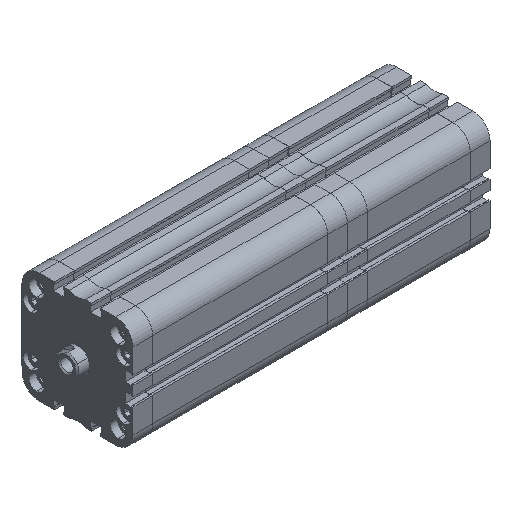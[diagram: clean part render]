
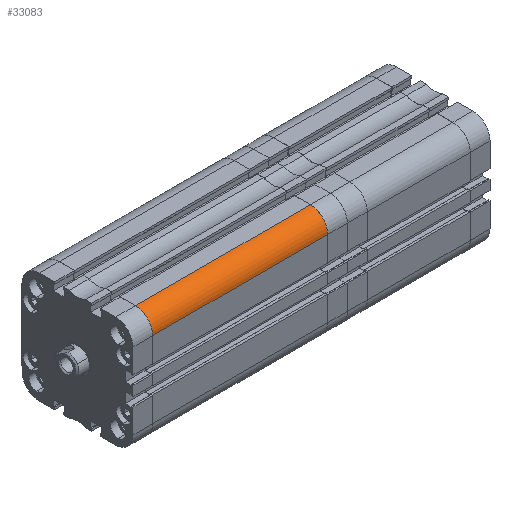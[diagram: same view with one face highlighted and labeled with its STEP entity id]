
A CAD part, isometric view. The second image highlights one B-rep face of the part: STEP entity #33083.
In plain terms, the highlighted cylindrical face has radius 12 mm (diameter 24 mm), a partial arc.
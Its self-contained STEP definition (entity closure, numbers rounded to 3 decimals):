
#1704 = VERTEX_POINT ( 'NONE', #34996 ) ;
#2376 = AXIS2_PLACEMENT_3D ( 'NONE', #40541, #12259, #6111 ) ;
#3056 = VECTOR ( 'NONE', #34484, 1000. ) ;
#3300 = CARTESIAN_POINT ( 'NONE',  ( 0., -38.5, 26.5 ) ) ;
#6111 = DIRECTION ( 'NONE',  ( 0., 0., -1. ) ) ;
#7214 = DIRECTION ( 'NONE',  ( -1., 0., 0. ) ) ;
#8889 = LINE ( 'NONE', #18201, #3056 ) ;
#9318 = FACE_OUTER_BOUND ( 'NONE', #38958, .T. ) ;
#9647 = CARTESIAN_POINT ( 'NONE',  ( 121.5, -26.5, 38.5 ) ) ;
#10894 = CIRCLE ( 'NONE', #2376, 12. ) ;
#10958 = CARTESIAN_POINT ( 'NONE',  ( 121.5, -26.5, 26.5 ) ) ;
#11935 = ORIENTED_EDGE ( 'NONE', *, *, #32779, .F. ) ;
#12259 = DIRECTION ( 'NONE',  ( -1., 0., 0. ) ) ;
#14677 = EDGE_CURVE ( 'NONE', #17948, #18121, #33800, .T. ) ;
#17948 = VERTEX_POINT ( 'NONE', #35742 ) ;
#18121 = VERTEX_POINT ( 'NONE', #9647 ) ;
#18201 = CARTESIAN_POINT ( 'NONE',  ( 121.5, -38.5, 26.5 ) ) ;
#20856 = DIRECTION ( 'NONE',  ( 0., 0., -1. ) ) ;
#20886 = AXIS2_PLACEMENT_3D ( 'NONE', #10958, #33065, #20856 ) ;
#21000 = CARTESIAN_POINT ( 'NONE',  ( 121.5, -26.5, 38.5 ) ) ;
#21910 = CARTESIAN_POINT ( 'NONE',  ( 121.5, -26.5, 26.5 ) ) ;
#22886 = CYLINDRICAL_SURFACE ( 'NONE', #30044, 12. ) ;
#23913 = EDGE_CURVE ( 'NONE', #1704, #37682, #8889, .T. ) ;
#30044 = AXIS2_PLACEMENT_3D ( 'NONE', #21910, #7214, #32378 ) ;
#30070 = ORIENTED_EDGE ( 'NONE', *, *, #14677, .F. ) ;
#31560 = ORIENTED_EDGE ( 'NONE', *, *, #35945, .F. ) ;
#32378 = DIRECTION ( 'NONE',  ( 0., 0., 1. ) ) ;
#32779 = EDGE_CURVE ( 'NONE', #37682, #17948, #10894, .T. ) ;
#33065 = DIRECTION ( 'NONE',  ( 1., 0., 0. ) ) ;
#33083 = ADVANCED_FACE ( 'NONE', ( #9318 ), #22886, .T. ) ;
#33800 = LINE ( 'NONE', #21000, #36869 ) ;
#33811 = ORIENTED_EDGE ( 'NONE', *, *, #23913, .F. ) ;
#34484 = DIRECTION ( 'NONE',  ( -1., 0., 0. ) ) ;
#34996 = CARTESIAN_POINT ( 'NONE',  ( 121.5, -38.5, 26.5 ) ) ;
#35742 = CARTESIAN_POINT ( 'NONE',  ( 0., -26.5, 38.5 ) ) ;
#35945 = EDGE_CURVE ( 'NONE', #18121, #1704, #38684, .T. ) ;
#36869 = VECTOR ( 'NONE', #37101, 1000. ) ;
#37101 = DIRECTION ( 'NONE',  ( 1., 0., 0. ) ) ;
#37682 = VERTEX_POINT ( 'NONE', #3300 ) ;
#38684 = CIRCLE ( 'NONE', #20886, 12. ) ;
#38958 = EDGE_LOOP ( 'NONE', ( #31560, #30070, #11935, #33811 ) ) ;
#40541 = CARTESIAN_POINT ( 'NONE',  ( 0., -26.5, 26.5 ) ) ;
